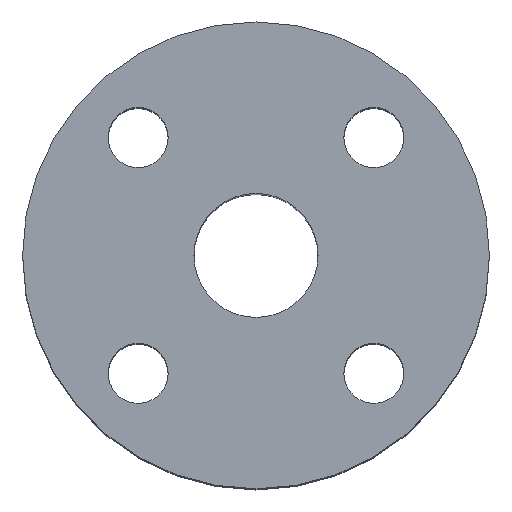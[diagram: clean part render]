
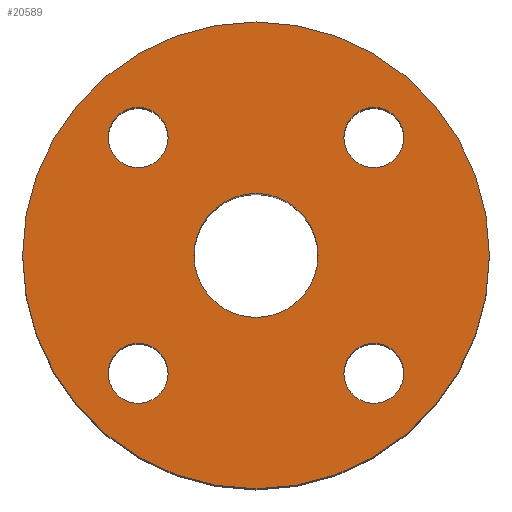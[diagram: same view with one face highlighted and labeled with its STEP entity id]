
A CAD part, top view. The second image highlights one B-rep face of the part: STEP entity #20589.
In plain terms, the highlighted planar face has unit normal (0, 0, 1).
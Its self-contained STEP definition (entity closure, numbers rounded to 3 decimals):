
#322 = VERTEX_POINT ( 'NONE', #18214 ) ;
#352 = VERTEX_POINT ( 'NONE', #29330 ) ;
#768 = EDGE_LOOP ( 'NONE', ( #16306, #26605 ) ) ;
#807 = CARTESIAN_POINT ( 'NONE',  ( 0., 0., 0. ) ) ;
#1184 = ORIENTED_EDGE ( 'NONE', *, *, #27308, .F. ) ;
#1206 = DIRECTION ( 'NONE',  ( 0., 0., 1. ) ) ;
#1211 = FACE_BOUND ( 'NONE', #6011, .T. ) ;
#1347 = CARTESIAN_POINT ( 'NONE',  ( -35.355, -35.355, 0. ) ) ;
#1356 = DIRECTION ( 'NONE',  ( -1., 0., 0. ) ) ;
#1444 = ORIENTED_EDGE ( 'NONE', *, *, #13577, .F. ) ;
#1498 = CIRCLE ( 'NONE', #25087, 18.6 ) ;
#1892 = VERTEX_POINT ( 'NONE', #14672 ) ;
#1919 = DIRECTION ( 'NONE',  ( 0., 0., 1. ) ) ;
#2164 = CARTESIAN_POINT ( 'NONE',  ( 44.355, 35.355, 0. ) ) ;
#2426 = DIRECTION ( 'NONE',  ( 1., 0., 0. ) ) ;
#2596 = DIRECTION ( 'NONE',  ( 1., 0., 0. ) ) ;
#2776 = CIRCLE ( 'NONE', #9981, 9. ) ;
#3075 = EDGE_LOOP ( 'NONE', ( #21205, #27313 ) ) ;
#3538 = DIRECTION ( 'NONE',  ( 0., 1., 0. ) ) ;
#4128 = CARTESIAN_POINT ( 'NONE',  ( -35.355, 35.355, 0. ) ) ;
#4229 = CIRCLE ( 'NONE', #16729, 9. ) ;
#4449 = AXIS2_PLACEMENT_3D ( 'NONE', #4128, #13312, #3538 ) ;
#4485 = CARTESIAN_POINT ( 'NONE',  ( -26.355, 35.355, 0. ) ) ;
#4777 = DIRECTION ( 'NONE',  ( 0., 0., 1. ) ) ;
#4833 = DIRECTION ( 'NONE',  ( 0., 0., 1. ) ) ;
#4948 = VERTEX_POINT ( 'NONE', #7024 ) ;
#5437 = VERTEX_POINT ( 'NONE', #18251 ) ;
#6011 = EDGE_LOOP ( 'NONE', ( #15603, #27478 ) ) ;
#6113 = CIRCLE ( 'NONE', #27278, 70. ) ;
#6985 = AXIS2_PLACEMENT_3D ( 'NONE', #29760, #1919, #29463 ) ;
#7024 = CARTESIAN_POINT ( 'NONE',  ( -44.355, 35.355, 0. ) ) ;
#7086 = CARTESIAN_POINT ( 'NONE',  ( 18.6, 0., 0. ) ) ;
#7098 = EDGE_LOOP ( 'NONE', ( #1444, #10344 ) ) ;
#7878 = DIRECTION ( 'NONE',  ( 1., 0., 0. ) ) ;
#7887 = CARTESIAN_POINT ( 'NONE',  ( 70., 0., 0. ) ) ;
#7926 = CIRCLE ( 'NONE', #17062, 9. ) ;
#7980 = FACE_BOUND ( 'NONE', #3075, .T. ) ;
#8122 = DIRECTION ( 'NONE',  ( -1., 0., 0. ) ) ;
#8318 = VERTEX_POINT ( 'NONE', #7887 ) ;
#8378 = ORIENTED_EDGE ( 'NONE', *, *, #25739, .T. ) ;
#8568 = AXIS2_PLACEMENT_3D ( 'NONE', #19563, #15347, #21989 ) ;
#8592 = CIRCLE ( 'NONE', #17741, 9. ) ;
#9331 = VERTEX_POINT ( 'NONE', #19596 ) ;
#9583 = CARTESIAN_POINT ( 'NONE',  ( 35.355, -35.355, 0. ) ) ;
#9619 = EDGE_CURVE ( 'NONE', #27693, #322, #7926, .T. ) ;
#9634 = EDGE_CURVE ( 'NONE', #16077, #352, #15629, .T. ) ;
#9834 = AXIS2_PLACEMENT_3D ( 'NONE', #17777, #19306, #7878 ) ;
#9981 = AXIS2_PLACEMENT_3D ( 'NONE', #15199, #22545, #1356 ) ;
#9995 = EDGE_CURVE ( 'NONE', #5437, #1892, #13715, .T. ) ;
#10344 = ORIENTED_EDGE ( 'NONE', *, *, #18584, .F. ) ;
#10460 = CIRCLE ( 'NONE', #24386, 9. ) ;
#10568 = CIRCLE ( 'NONE', #18271, 70. ) ;
#11675 = ORIENTED_EDGE ( 'NONE', *, *, #23952, .T. ) ;
#12793 = FACE_BOUND ( 'NONE', #7098, .T. ) ;
#13096 = DIRECTION ( 'NONE',  ( 1., 0., 0. ) ) ;
#13312 = DIRECTION ( 'NONE',  ( 0., 0., 1. ) ) ;
#13577 = EDGE_CURVE ( 'NONE', #22258, #4948, #27976, .T. ) ;
#13715 = CIRCLE ( 'NONE', #6985, 9. ) ;
#13798 = EDGE_LOOP ( 'NONE', ( #25738, #1184 ) ) ;
#14177 = CARTESIAN_POINT ( 'NONE',  ( 0., 0., 0. ) ) ;
#14240 = DIRECTION ( 'NONE',  ( 0., -1., 0. ) ) ;
#14672 = CARTESIAN_POINT ( 'NONE',  ( 26.355, -35.355, 0. ) ) ;
#15199 = CARTESIAN_POINT ( 'NONE',  ( -35.355, -35.355, 0. ) ) ;
#15347 = DIRECTION ( 'NONE',  ( 0., 0., -1. ) ) ;
#15603 = ORIENTED_EDGE ( 'NONE', *, *, #9995, .F. ) ;
#15629 = CIRCLE ( 'NONE', #9834, 18.6 ) ;
#16077 = VERTEX_POINT ( 'NONE', #7086 ) ;
#16175 = DIRECTION ( 'NONE',  ( 0., 1., 0. ) ) ;
#16306 = ORIENTED_EDGE ( 'NONE', *, *, #9619, .F. ) ;
#16452 = AXIS2_PLACEMENT_3D ( 'NONE', #20100, #20409, #16175 ) ;
#16729 = AXIS2_PLACEMENT_3D ( 'NONE', #1347, #1206, #8122 ) ;
#17062 = AXIS2_PLACEMENT_3D ( 'NONE', #25940, #24542, #13096 ) ;
#17229 = DIRECTION ( 'NONE',  ( 0., 0., 1. ) ) ;
#17616 = FACE_BOUND ( 'NONE', #768, .T. ) ;
#17741 = AXIS2_PLACEMENT_3D ( 'NONE', #9583, #4777, #14240 ) ;
#17777 = CARTESIAN_POINT ( 'NONE',  ( 0., 0., 0. ) ) ;
#18214 = CARTESIAN_POINT ( 'NONE',  ( 26.355, 35.355, 0. ) ) ;
#18251 = CARTESIAN_POINT ( 'NONE',  ( 44.355, -35.355, 0. ) ) ;
#18271 = AXIS2_PLACEMENT_3D ( 'NONE', #14177, #18410, #2596 ) ;
#18410 = DIRECTION ( 'NONE',  ( 0., 0., 1. ) ) ;
#18503 = VERTEX_POINT ( 'NONE', #29103 ) ;
#18584 = EDGE_CURVE ( 'NONE', #4948, #22258, #21276, .T. ) ;
#18741 = DIRECTION ( 'NONE',  ( 1., 0., 0. ) ) ;
#18881 = DIRECTION ( 'NONE',  ( 0., 0., 1. ) ) ;
#18955 = EDGE_CURVE ( 'NONE', #9331, #18503, #2776, .T. ) ;
#19306 = DIRECTION ( 'NONE',  ( 0., 0., 1. ) ) ;
#19563 = CARTESIAN_POINT ( 'NONE',  ( 0., 18.6, 0. ) ) ;
#19596 = CARTESIAN_POINT ( 'NONE',  ( -26.355, -35.355, 0. ) ) ;
#19685 = EDGE_CURVE ( 'NONE', #18503, #9331, #4229, .T. ) ;
#20100 = CARTESIAN_POINT ( 'NONE',  ( -35.355, 35.355, 0. ) ) ;
#20313 = EDGE_LOOP ( 'NONE', ( #8378, #11675 ) ) ;
#20409 = DIRECTION ( 'NONE',  ( 0., 0., 1. ) ) ;
#20589 = ADVANCED_FACE ( 'NONE', ( #1211, #7980, #12793, #17616, #26780, #28585 ), #24537, .F. ) ;
#20862 = CARTESIAN_POINT ( 'NONE',  ( -70., 0., 0. ) ) ;
#21205 = ORIENTED_EDGE ( 'NONE', *, *, #18955, .F. ) ;
#21276 = CIRCLE ( 'NONE', #4449, 9. ) ;
#21903 = CARTESIAN_POINT ( 'NONE',  ( 35.355, 35.355, 0. ) ) ;
#21989 = DIRECTION ( 'NONE',  ( -1., 0., 0. ) ) ;
#22258 = VERTEX_POINT ( 'NONE', #4485 ) ;
#22480 = EDGE_CURVE ( 'NONE', #1892, #5437, #8592, .T. ) ;
#22545 = DIRECTION ( 'NONE',  ( 0., 0., 1. ) ) ;
#23740 = VERTEX_POINT ( 'NONE', #20862 ) ;
#23952 = EDGE_CURVE ( 'NONE', #23740, #8318, #10568, .T. ) ;
#24296 = DIRECTION ( 'NONE',  ( 1., 0., 0. ) ) ;
#24386 = AXIS2_PLACEMENT_3D ( 'NONE', #21903, #17229, #24296 ) ;
#24537 = PLANE ( 'NONE',  #8568 ) ;
#24542 = DIRECTION ( 'NONE',  ( 0., 0., 1. ) ) ;
#25087 = AXIS2_PLACEMENT_3D ( 'NONE', #27847, #4833, #2426 ) ;
#25738 = ORIENTED_EDGE ( 'NONE', *, *, #9634, .F. ) ;
#25739 = EDGE_CURVE ( 'NONE', #8318, #23740, #6113, .T. ) ;
#25909 = EDGE_CURVE ( 'NONE', #322, #27693, #10460, .T. ) ;
#25940 = CARTESIAN_POINT ( 'NONE',  ( 35.355, 35.355, 0. ) ) ;
#26605 = ORIENTED_EDGE ( 'NONE', *, *, #25909, .F. ) ;
#26780 = FACE_BOUND ( 'NONE', #13798, .T. ) ;
#27278 = AXIS2_PLACEMENT_3D ( 'NONE', #807, #18881, #18741 ) ;
#27308 = EDGE_CURVE ( 'NONE', #352, #16077, #1498, .T. ) ;
#27313 = ORIENTED_EDGE ( 'NONE', *, *, #19685, .F. ) ;
#27478 = ORIENTED_EDGE ( 'NONE', *, *, #22480, .F. ) ;
#27693 = VERTEX_POINT ( 'NONE', #2164 ) ;
#27847 = CARTESIAN_POINT ( 'NONE',  ( 0., 0., 0. ) ) ;
#27976 = CIRCLE ( 'NONE', #16452, 9. ) ;
#28585 = FACE_OUTER_BOUND ( 'NONE', #20313, .T. ) ;
#29103 = CARTESIAN_POINT ( 'NONE',  ( -44.355, -35.355, 0. ) ) ;
#29330 = CARTESIAN_POINT ( 'NONE',  ( -18.6, 0., 0. ) ) ;
#29463 = DIRECTION ( 'NONE',  ( 0., -1., 0. ) ) ;
#29760 = CARTESIAN_POINT ( 'NONE',  ( 35.355, -35.355, 0. ) ) ;
